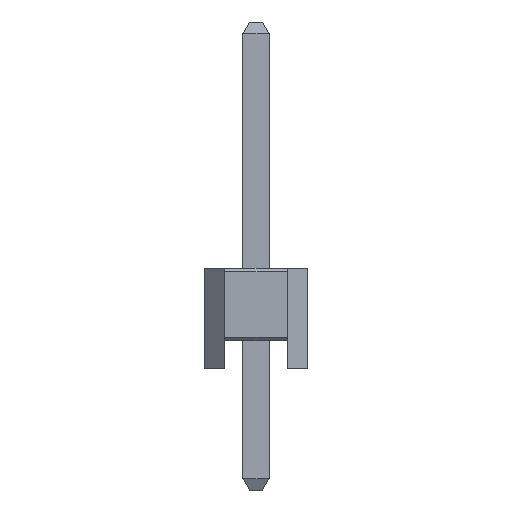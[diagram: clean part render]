
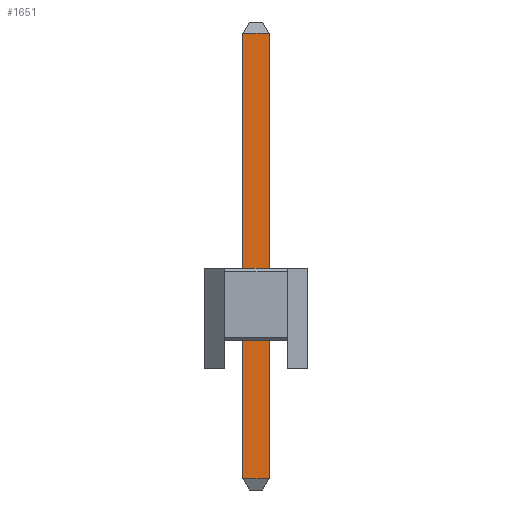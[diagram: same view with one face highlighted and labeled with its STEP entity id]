
A CAD part, left-side view. The second image highlights one B-rep face of the part: STEP entity #1651.
In plain terms, the highlighted planar face has unit normal (-1, 0, 0).
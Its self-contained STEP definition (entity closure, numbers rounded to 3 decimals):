
#1651=ADVANCED_FACE('',(#3945),#3947,.T.);
#3945=FACE_BOUND('',#3946,.T.);
#3946=EDGE_LOOP('',(#5592,#5593,#5594,#5595));
#3947=PLANE('',#3948);
#3948=AXIS2_PLACEMENT_3D('',#3949,#3950,#3951);
#3949=CARTESIAN_POINT('',(-0.325,0.325,-3.));
#3950=DIRECTION('',(-1.,0.,0.));
#3951=DIRECTION('',(0.,-1.,0.));
#5592=ORIENTED_EDGE('',*,*,#6480,.F.);
#5593=ORIENTED_EDGE('',*,*,#6479,.F.);
#5594=ORIENTED_EDGE('',*,*,#6481,.T.);
#5595=ORIENTED_EDGE('',*,*,#6482,.T.);
#6479=EDGE_CURVE('',#7337,#7333,#7339,.T.);
#6480=EDGE_CURVE('',#7333,#7340,#7341,.T.);
#6481=EDGE_CURVE('',#7337,#7342,#7343,.T.);
#6482=EDGE_CURVE('',#7342,#7340,#7344,.T.);
#7333=VERTEX_POINT('',#9101);
#7337=VERTEX_POINT('',#9109);
#7339=LINE('',#9113,#9114);
#7340=VERTEX_POINT('',#9116);
#7341=LINE('',#9117,#9118);
#7342=VERTEX_POINT('',#9120);
#7343=LINE('',#9121,#9122);
#7344=LINE('',#9124,#9125);
#9101=CARTESIAN_POINT('',(-0.325,0.325,8.319));
#9109=CARTESIAN_POINT('',(-0.325,0.325,-2.719));
#9113=CARTESIAN_POINT('',(-0.325,0.325,-2.719));
#9114=VECTOR('',#9115,1.);
#9115=DIRECTION('',(0.,0.,1.));
#9116=CARTESIAN_POINT('',(-0.325,-0.325,8.319));
#9117=CARTESIAN_POINT('',(-0.325,0.325,8.319));
#9118=VECTOR('',#9119,1.);
#9119=DIRECTION('',(0.,-1.,0.));
#9120=CARTESIAN_POINT('',(-0.325,-0.325,-2.719));
#9121=CARTESIAN_POINT('',(-0.325,0.325,-2.719));
#9122=VECTOR('',#9123,1.);
#9123=DIRECTION('',(0.,-1.,0.));
#9124=CARTESIAN_POINT('',(-0.325,-0.325,-2.719));
#9125=VECTOR('',#9126,1.);
#9126=DIRECTION('',(0.,0.,1.));
